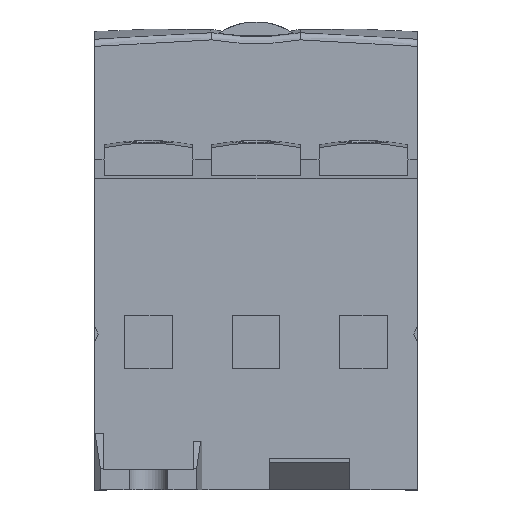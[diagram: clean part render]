
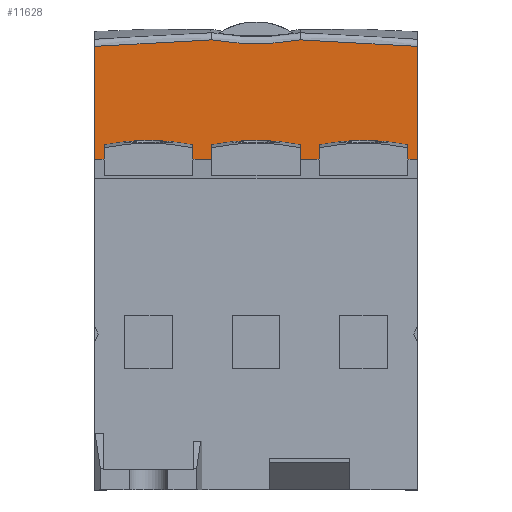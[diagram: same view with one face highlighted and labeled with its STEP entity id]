
A CAD part, front view. The second image highlights one B-rep face of the part: STEP entity #11628.
In plain terms, the highlighted planar face has unit normal (0, -1, 0).
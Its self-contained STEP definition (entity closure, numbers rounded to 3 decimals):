
#1972=DIRECTION('',(0.,0.,-1.));
#1973=VECTOR('',#1972,15.757);
#1974=CARTESIAN_POINT('',(22.5,-22.5,61.897));
#1975=LINE('',#1974,#1973);
#3667=DIRECTION('',(1.,0.,0.));
#3668=VECTOR('',#3667,1.3);
#3669=CARTESIAN_POINT('',(21.2,-22.5,46.14));
#3670=LINE('',#3669,#3668);
#3674=DIRECTION('',(0.,0.,-1.));
#3675=VECTOR('',#3674,2.016);
#3676=CARTESIAN_POINT('',(21.2,-22.5,48.156));
#3677=LINE('',#3676,#3675);
#3681=CARTESIAN_POINT('',(15.,-22.5,48.805));
#3682=CARTESIAN_POINT('',(15.695,-22.5,48.805));
#3683=CARTESIAN_POINT('',(17.081,-22.5,48.759));
#3684=CARTESIAN_POINT('',(19.154,-22.5,48.541));
#3685=CARTESIAN_POINT('',(20.52,-22.5,48.299));
#3686=CARTESIAN_POINT('',(21.2,-22.5,48.156));
#3691=CARTESIAN_POINT('',(8.8,-22.5,48.156));
#3692=CARTESIAN_POINT('',(9.48,-22.5,48.299));
#3693=CARTESIAN_POINT('',(10.846,-22.5,48.541));
#3694=CARTESIAN_POINT('',(12.919,-22.5,48.759));
#3695=CARTESIAN_POINT('',(14.305,-22.5,48.805));
#3696=CARTESIAN_POINT('',(15.,-22.5,48.805));
#3701=DIRECTION('',(0.,0.,1.));
#3702=VECTOR('',#3701,2.016);
#3703=CARTESIAN_POINT('',(8.8,-22.5,46.14));
#3704=LINE('',#3703,#3702);
#3708=DIRECTION('',(1.,0.,0.));
#3709=VECTOR('',#3708,2.6);
#3710=CARTESIAN_POINT('',(6.2,-22.5,46.14));
#3711=LINE('',#3710,#3709);
#3715=DIRECTION('',(0.,0.,-1.));
#3716=VECTOR('',#3715,2.016);
#3717=CARTESIAN_POINT('',(6.2,-22.5,48.156));
#3718=LINE('',#3717,#3716);
#3722=CARTESIAN_POINT('',(0.,-22.5,
48.805));
#3723=CARTESIAN_POINT('',(0.695,-22.5,
48.805));
#3724=CARTESIAN_POINT('',(2.081,-22.5,48.759));
#3725=CARTESIAN_POINT('',(4.154,-22.5,48.541));
#3726=CARTESIAN_POINT('',(5.52,-22.5,48.299));
#3727=CARTESIAN_POINT('',(6.2,-22.5,48.156));
#3732=CARTESIAN_POINT('',(-6.2,-22.5,48.156));
#3733=CARTESIAN_POINT('',(-5.52,-22.5,48.299));
#3734=CARTESIAN_POINT('',(-4.154,-22.5,
48.541));
#3735=CARTESIAN_POINT('',(-2.081,-22.5,
48.759));
#3736=CARTESIAN_POINT('',(-0.695,-22.5,
48.805));
#3737=CARTESIAN_POINT('',(0.,-22.5,
48.805));
#3742=DIRECTION('',(0.,0.,1.));
#3743=VECTOR('',#3742,2.016);
#3744=CARTESIAN_POINT('',(-6.2,-22.5,46.14));
#3745=LINE('',#3744,#3743);
#3749=DIRECTION('',(1.,0.,0.));
#3750=VECTOR('',#3749,2.6);
#3751=CARTESIAN_POINT('',(-8.8,-22.5,46.14));
#3752=LINE('',#3751,#3750);
#3756=DIRECTION('',(0.,0.,-1.));
#3757=VECTOR('',#3756,2.016);
#3758=CARTESIAN_POINT('',(-8.8,-22.5,48.156));
#3759=LINE('',#3758,#3757);
#3763=CARTESIAN_POINT('',(-15.,-22.5,48.805));
#3764=CARTESIAN_POINT('',(-14.305,-22.5,
48.805));
#3765=CARTESIAN_POINT('',(-12.919,-22.5,
48.759));
#3766=CARTESIAN_POINT('',(-10.846,-22.5,
48.541));
#3767=CARTESIAN_POINT('',(-9.48,-22.5,48.299));
#3768=CARTESIAN_POINT('',(-8.8,-22.5,48.156));
#3773=CARTESIAN_POINT('',(-21.2,-22.5,48.156));
#3774=CARTESIAN_POINT('',(-20.52,-22.5,48.299));
#3775=CARTESIAN_POINT('',(-19.154,-22.5,
48.541));
#3776=CARTESIAN_POINT('',(-17.081,-22.5,
48.759));
#3777=CARTESIAN_POINT('',(-15.695,-22.5,
48.805));
#3778=CARTESIAN_POINT('',(-15.,-22.5,48.805));
#3783=DIRECTION('',(1.,0.,0.));
#3784=VECTOR('',#3783,1.3);
#3785=CARTESIAN_POINT('',(-22.5,-22.5,46.14));
#3786=LINE('',#3785,#3784);
#3790=DIRECTION('',(0.,0.,-1.));
#3791=VECTOR('',#3790,15.757);
#3792=CARTESIAN_POINT('',(-22.5,-22.5,
61.897));
#3793=LINE('',#3792,#3791);
#3797=CARTESIAN_POINT('',(-6.222,-22.5,
62.805));
#3798=CARTESIAN_POINT('',(-11.655,-22.5,
62.674));
#3799=CARTESIAN_POINT('',(-17.086,-22.5,
62.37));
#3800=CARTESIAN_POINT('',(-22.5,-22.5,
61.897));
#3805=CARTESIAN_POINT('',(6.222,-22.5,62.805));
#3806=CARTESIAN_POINT('',(2.113,-22.5,62.083));
#3807=CARTESIAN_POINT('',(-2.111,-22.5,
62.083));
#3808=CARTESIAN_POINT('',(-6.222,-22.5,
62.805));
#3813=CARTESIAN_POINT('',(22.5,-22.5,61.897));
#3814=CARTESIAN_POINT('',(17.086,-22.5,62.37));
#3815=CARTESIAN_POINT('',(11.655,-22.5,62.674));
#3816=CARTESIAN_POINT('',(6.222,-22.5,62.805));
#4686=DIRECTION('',(0.,0.,-1.));
#4687=VECTOR('',#4686,2.016);
#4688=CARTESIAN_POINT('',(-21.2,-22.5,48.156));
#4689=LINE('',#4688,#4687);
#5329=CARTESIAN_POINT('',(22.5,-22.5,61.897));
#7215=CARTESIAN_POINT('',(-22.5,-22.5,46.14));
#7216=VERTEX_POINT('',#7215);
#7217=CARTESIAN_POINT('',(-22.5,-22.5,
61.897));
#7218=VERTEX_POINT('',#7217);
#7399=VERTEX_POINT('',#5329);
#7400=CARTESIAN_POINT('',(22.5,-22.5,46.14));
#7401=VERTEX_POINT('',#7400);
#7606=VERTEX_POINT('',#3816);
#7607=VERTEX_POINT('',#3808);
#7608=CARTESIAN_POINT('',(-21.2,-22.5,46.14));
#7609=VERTEX_POINT('',#7608);
#7610=CARTESIAN_POINT('',(-21.2,-22.5,48.156));
#7611=VERTEX_POINT('',#7610);
#7612=VERTEX_POINT('',#3763);
#7613=VERTEX_POINT('',#3768);
#7614=CARTESIAN_POINT('',(-8.8,-22.5,46.14));
#7615=VERTEX_POINT('',#7614);
#7616=CARTESIAN_POINT('',(-6.2,-22.5,46.14));
#7617=VERTEX_POINT('',#7616);
#7618=CARTESIAN_POINT('',(-6.2,-22.5,48.156));
#7619=VERTEX_POINT('',#7618);
#7620=VERTEX_POINT('',#3722);
#7621=VERTEX_POINT('',#3727);
#7622=CARTESIAN_POINT('',(6.2,-22.5,46.14));
#7623=VERTEX_POINT('',#7622);
#7624=CARTESIAN_POINT('',(8.8,-22.5,46.14));
#7625=VERTEX_POINT('',#7624);
#7626=CARTESIAN_POINT('',(8.8,-22.5,48.156));
#7627=VERTEX_POINT('',#7626);
#7628=VERTEX_POINT('',#3681);
#7629=VERTEX_POINT('',#3686);
#7630=CARTESIAN_POINT('',(21.2,-22.5,46.14));
#7631=VERTEX_POINT('',#7630);
#11585=CARTESIAN_POINT('',(22.5,-22.5,40.6));
#11586=DIRECTION('',(0.,-1.,0.));
#11587=DIRECTION('',(1.,0.,0.));
#11588=AXIS2_PLACEMENT_3D('',#11585,#11586,#11587);
#11589=PLANE('',#11588);
#11590=ORIENTED_EDGE('',*,*,#9915,.T.);
#11591=ORIENTED_EDGE('',*,*,#11580,.F.);
#11593=ORIENTED_EDGE('',*,*,#11592,.F.);
#11595=ORIENTED_EDGE('',*,*,#11594,.F.);
#11597=ORIENTED_EDGE('',*,*,#11596,.F.);
#11599=ORIENTED_EDGE('',*,*,#11598,.F.);
#11600=ORIENTED_EDGE('',*,*,#11572,.F.);
#11602=ORIENTED_EDGE('',*,*,#11601,.F.);
#11604=ORIENTED_EDGE('',*,*,#11603,.F.);
#11606=ORIENTED_EDGE('',*,*,#11605,.F.);
#11608=ORIENTED_EDGE('',*,*,#11607,.F.);
#11609=ORIENTED_EDGE('',*,*,#11564,.F.);
#11611=ORIENTED_EDGE('',*,*,#11610,.F.);
#11613=ORIENTED_EDGE('',*,*,#11612,.F.);
#11615=ORIENTED_EDGE('',*,*,#11614,.F.);
#11617=ORIENTED_EDGE('',*,*,#11616,.T.);
#11618=ORIENTED_EDGE('',*,*,#11556,.F.);
#11619=ORIENTED_EDGE('',*,*,#8250,.F.);
#11621=ORIENTED_EDGE('',*,*,#11620,.F.);
#11623=ORIENTED_EDGE('',*,*,#11622,.F.);
#11625=ORIENTED_EDGE('',*,*,#11624,.F.);
#11626=EDGE_LOOP('',(#11590,#11591,#11593,#11595,#11597,#11599,#11600,#11602,
#11604,#11606,#11608,#11609,#11611,#11613,#11615,#11617,#11618,#11619,#11621,
#11623,#11625));
#11627=FACE_OUTER_BOUND('',#11626,.F.);
#3687=B_SPLINE_CURVE_WITH_KNOTS('',3,(#3681,#3682,#3683,#3684,#3685,#3686),
.UNSPECIFIED.,.F.,.F.,(4,1,1,4),(0.,0.333,0.667,1.),
.UNSPECIFIED.);
#3697=B_SPLINE_CURVE_WITH_KNOTS('',3,(#3691,#3692,#3693,#3694,#3695,#3696),
.UNSPECIFIED.,.F.,.F.,(4,1,1,4),(0.,0.333,0.667,1.),
.UNSPECIFIED.);
#3728=B_SPLINE_CURVE_WITH_KNOTS('',3,(#3722,#3723,#3724,#3725,#3726,#3727),
.UNSPECIFIED.,.F.,.F.,(4,1,1,4),(0.,0.333,0.667,1.),
.UNSPECIFIED.);
#3738=B_SPLINE_CURVE_WITH_KNOTS('',3,(#3732,#3733,#3734,#3735,#3736,#3737),
.UNSPECIFIED.,.F.,.F.,(4,1,1,4),(0.,0.333,0.667,1.),
.UNSPECIFIED.);
#3769=B_SPLINE_CURVE_WITH_KNOTS('',3,(#3763,#3764,#3765,#3766,#3767,#3768),
.UNSPECIFIED.,.F.,.F.,(4,1,1,4),(0.,0.333,0.667,1.),
.UNSPECIFIED.);
#3779=B_SPLINE_CURVE_WITH_KNOTS('',3,(#3773,#3774,#3775,#3776,#3777,#3778),
.UNSPECIFIED.,.F.,.F.,(4,1,1,4),(0.,0.333,0.667,1.),
.UNSPECIFIED.);
#3801=B_SPLINE_CURVE_WITH_KNOTS('',3,(#3797,#3798,#3799,#3800),.UNSPECIFIED.,
.F.,.F.,(4,4),(0.,1.),.UNSPECIFIED.);
#3809=B_SPLINE_CURVE_WITH_KNOTS('',3,(#3805,#3806,#3807,#3808),.UNSPECIFIED.,
.F.,.F.,(4,4),(0.,1.),.UNSPECIFIED.);
#3817=B_SPLINE_CURVE_WITH_KNOTS('',3,(#3813,#3814,#3815,#3816),.UNSPECIFIED.,
.F.,.F.,(4,4),(0.,1.),.UNSPECIFIED.);
#8250=EDGE_CURVE('',#7218,#7216,#3793,.T.);
#9915=EDGE_CURVE('',#7399,#7401,#1975,.T.);
#11556=EDGE_CURVE('',#7216,#7609,#3786,.T.);
#11564=EDGE_CURVE('',#7615,#7617,#3752,.T.);
#11572=EDGE_CURVE('',#7623,#7625,#3711,.T.);
#11580=EDGE_CURVE('',#7631,#7401,#3670,.T.);
#11592=EDGE_CURVE('',#7629,#7631,#3677,.T.);
#11594=EDGE_CURVE('',#7628,#7629,#3687,.T.);
#11596=EDGE_CURVE('',#7627,#7628,#3697,.T.);
#11598=EDGE_CURVE('',#7625,#7627,#3704,.T.);
#11601=EDGE_CURVE('',#7621,#7623,#3718,.T.);
#11603=EDGE_CURVE('',#7620,#7621,#3728,.T.);
#11605=EDGE_CURVE('',#7619,#7620,#3738,.T.);
#11607=EDGE_CURVE('',#7617,#7619,#3745,.T.);
#11610=EDGE_CURVE('',#7613,#7615,#3759,.T.);
#11612=EDGE_CURVE('',#7612,#7613,#3769,.T.);
#11614=EDGE_CURVE('',#7611,#7612,#3779,.T.);
#11616=EDGE_CURVE('',#7611,#7609,#4689,.T.);
#11620=EDGE_CURVE('',#7607,#7218,#3801,.T.);
#11622=EDGE_CURVE('',#7606,#7607,#3809,.T.);
#11624=EDGE_CURVE('',#7399,#7606,#3817,.T.);
#11628=ADVANCED_FACE('',(#11627),#11589,.T.);
